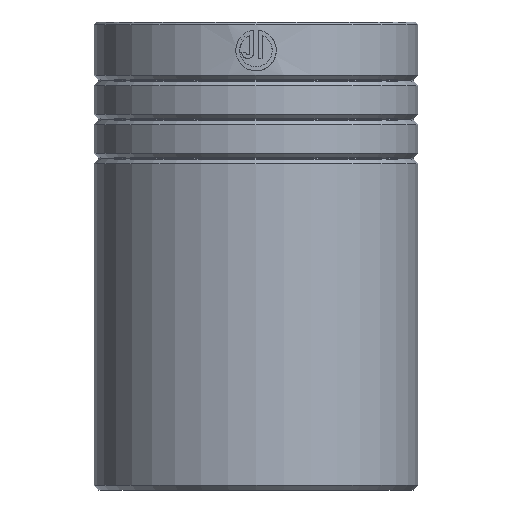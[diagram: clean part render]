
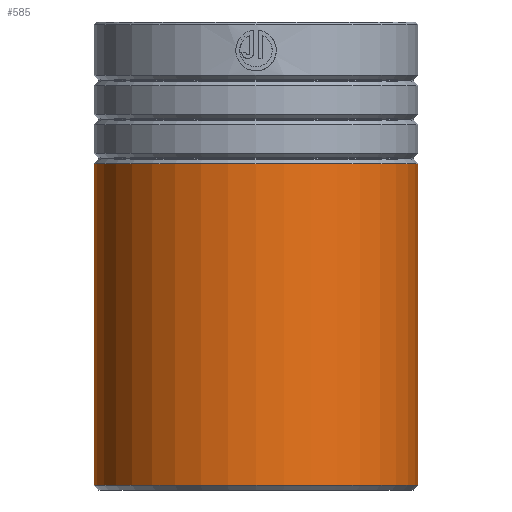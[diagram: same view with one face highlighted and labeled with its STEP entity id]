
A CAD part, front view. The second image highlights one B-rep face of the part: STEP entity #585.
In plain terms, the highlighted cylindrical face has radius 41.5 mm (diameter 83 mm), a partial arc.
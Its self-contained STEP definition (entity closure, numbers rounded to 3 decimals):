
#44 = DIRECTION ( 'NONE',  ( 0., 0., -1. ) ) ;
#130 = ORIENTED_EDGE ( 'NONE', *, *, #2172, .T. ) ;
#188 = EDGE_CURVE ( 'NONE', #1926, #1438, #2574, .T. ) ;
#191 = CARTESIAN_POINT ( 'NONE',  ( 0., 0., 1.2 ) ) ;
#245 = CYLINDRICAL_SURFACE ( 'NONE', #601, 41.5 ) ;
#319 = DIRECTION ( 'NONE',  ( -1., 0., 0. ) ) ;
#370 = ORIENTED_EDGE ( 'NONE', *, *, #188, .F. ) ;
#585 = ADVANCED_FACE ( 'NONE', ( #2162 ), #245, .T. ) ;
#601 = AXIS2_PLACEMENT_3D ( 'NONE', #1073, #44, #2368 ) ;
#661 = DIRECTION ( 'NONE',  ( 0., 0., -1. ) ) ;
#877 = CARTESIAN_POINT ( 'NONE',  ( -41.5, 0., 120. ) ) ;
#879 = EDGE_CURVE ( 'NONE', #1926, #1104, #2236, .T. ) ;
#1031 = DIRECTION ( 'NONE',  ( 0., 0., 1. ) ) ;
#1052 = ORIENTED_EDGE ( 'NONE', *, *, #879, .T. ) ;
#1073 = CARTESIAN_POINT ( 'NONE',  ( 0., 0., 120. ) ) ;
#1104 = VERTEX_POINT ( 'NONE', #2301 ) ;
#1234 = AXIS2_PLACEMENT_3D ( 'NONE', #191, #1031, #1850 ) ;
#1299 = CARTESIAN_POINT ( 'NONE',  ( 41.5, 0., 1.2 ) ) ;
#1411 = AXIS2_PLACEMENT_3D ( 'NONE', #1817, #2174, #319 ) ;
#1438 = VERTEX_POINT ( 'NONE', #1299 ) ;
#1584 = EDGE_LOOP ( 'NONE', ( #370, #1052, #130, #2046 ) ) ;
#1604 = CARTESIAN_POINT ( 'NONE',  ( -41.5, 0., 1.2 ) ) ;
#1807 = VERTEX_POINT ( 'NONE', #1604 ) ;
#1817 = CARTESIAN_POINT ( 'NONE',  ( 0., 0., 83.717 ) ) ;
#1823 = CARTESIAN_POINT ( 'NONE',  ( 41.5, 0., 83.717 ) ) ;
#1850 = DIRECTION ( 'NONE',  ( 1., 0., 0. ) ) ;
#1926 = VERTEX_POINT ( 'NONE', #1823 ) ;
#2026 = DIRECTION ( 'NONE',  ( 0., 0., -1. ) ) ;
#2037 = EDGE_CURVE ( 'NONE', #1807, #1438, #2542, .T. ) ;
#2046 = ORIENTED_EDGE ( 'NONE', *, *, #2037, .T. ) ;
#2107 = VECTOR ( 'NONE', #661, 1000. ) ;
#2162 = FACE_OUTER_BOUND ( 'NONE', #1584, .T. ) ;
#2164 = CARTESIAN_POINT ( 'NONE',  ( 41.5, 0., 120. ) ) ;
#2172 = EDGE_CURVE ( 'NONE', #1104, #1807, #2334, .T. ) ;
#2174 = DIRECTION ( 'NONE',  ( 0., 0., -1. ) ) ;
#2230 = VECTOR ( 'NONE', #2026, 1000. ) ;
#2236 = CIRCLE ( 'NONE', #1411, 41.5 ) ;
#2301 = CARTESIAN_POINT ( 'NONE',  ( -41.5, 0., 83.717 ) ) ;
#2334 = LINE ( 'NONE', #877, #2107 ) ;
#2368 = DIRECTION ( 'NONE',  ( -1., 0., 0. ) ) ;
#2542 = CIRCLE ( 'NONE', #1234, 41.5 ) ;
#2574 = LINE ( 'NONE', #2164, #2230 ) ;
